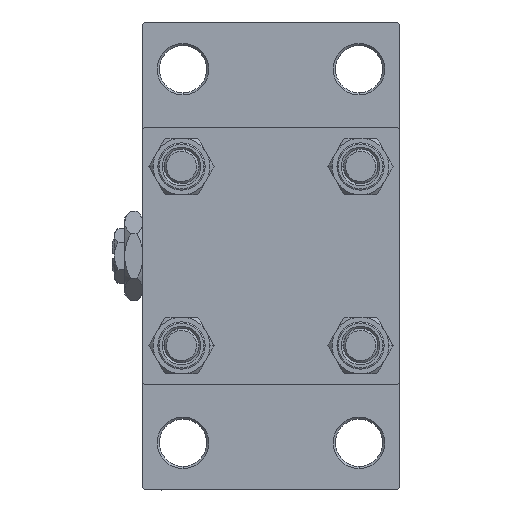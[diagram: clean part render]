
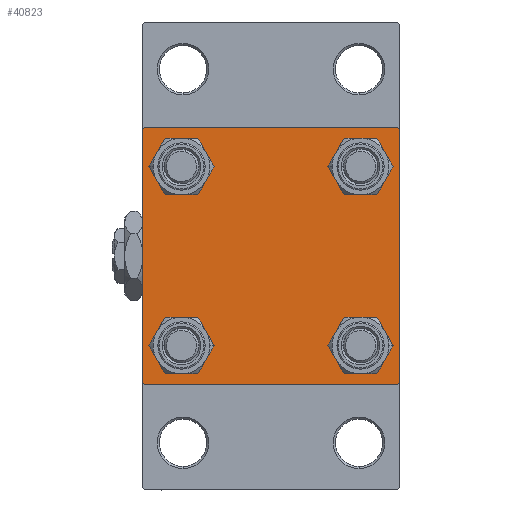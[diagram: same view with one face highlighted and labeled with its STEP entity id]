
A CAD part, left-side view. The second image highlights one B-rep face of the part: STEP entity #40823.
In plain terms, the highlighted planar face has unit normal (-1, 0, 0).
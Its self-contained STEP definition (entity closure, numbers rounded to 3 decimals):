
#38 = LINE ( 'NONE', #38176, #22754 ) ;
#95 = CARTESIAN_POINT ( 'NONE',  ( 0., 20.85, 16.35 ) ) ;
#586 = VERTEX_POINT ( 'NONE', #35667 ) ;
#794 = EDGE_LOOP ( 'NONE', ( #18195, #32297 ) ) ;
#916 = CARTESIAN_POINT ( 'NONE',  ( 0., 20.85, -20.85 ) ) ;
#982 = DIRECTION ( 'NONE',  ( 0., 0.707, 0.707 ) ) ;
#983 = DIRECTION ( 'NONE',  ( 0., 0., 1. ) ) ;
#1247 = EDGE_LOOP ( 'NONE', ( #33343, #32355 ) ) ;
#2074 = DIRECTION ( 'NONE',  ( 0., -1., 0. ) ) ;
#2689 = EDGE_CURVE ( 'NONE', #34876, #2929, #32845, .T. ) ;
#2693 = DIRECTION ( 'NONE',  ( 1., 0., 0. ) ) ;
#2718 = VERTEX_POINT ( 'NONE', #95 ) ;
#2909 = CIRCLE ( 'NONE', #21168, 4.5 ) ;
#2929 = VERTEX_POINT ( 'NONE', #45176 ) ;
#3298 = CARTESIAN_POINT ( 'NONE',  ( 0., 30., 30. ) ) ;
#3419 = CARTESIAN_POINT ( 'NONE',  ( 0., 29.5, 30. ) ) ;
#3437 = DIRECTION ( 'NONE',  ( 0., 0., 1. ) ) ;
#3862 = ORIENTED_EDGE ( 'NONE', *, *, #40062, .T. ) ;
#4301 = EDGE_LOOP ( 'NONE', ( #21384, #45098 ) ) ;
#4596 = CIRCLE ( 'NONE', #42047, 4.5 ) ;
#4721 = CARTESIAN_POINT ( 'NONE',  ( 0., -29.75, 29.75 ) ) ;
#4823 = CARTESIAN_POINT ( 'NONE',  ( 0., 20.85, -25.35 ) ) ;
#5393 = DIRECTION ( 'NONE',  ( 0., 0., 1. ) ) ;
#5546 = VERTEX_POINT ( 'NONE', #20340 ) ;
#5825 = VECTOR ( 'NONE', #18589, 1000. ) ;
#6238 = ORIENTED_EDGE ( 'NONE', *, *, #16694, .F. ) ;
#7228 = CARTESIAN_POINT ( 'NONE',  ( 0., -20.85, -16.35 ) ) ;
#7244 = DIRECTION ( 'NONE',  ( 0., 0., 1. ) ) ;
#7341 = DIRECTION ( 'NONE',  ( 0., 0., 1. ) ) ;
#7386 = LINE ( 'NONE', #7629, #5825 ) ;
#7584 = DIRECTION ( 'NONE',  ( 1., 0., 0. ) ) ;
#7629 = CARTESIAN_POINT ( 'NONE',  ( 0., 29.75, -29.75 ) ) ;
#7700 = DIRECTION ( 'NONE',  ( 1., 0., 0. ) ) ;
#7946 = VECTOR ( 'NONE', #982, 1000. ) ;
#8189 = DIRECTION ( 'NONE',  ( 0., 0., 1. ) ) ;
#8416 = AXIS2_PLACEMENT_3D ( 'NONE', #25486, #10539, #48669 ) ;
#8755 = DIRECTION ( 'NONE',  ( 0., 0., -1. ) ) ;
#8856 = CARTESIAN_POINT ( 'NONE',  ( 0., 30., -29.5 ) ) ;
#9201 = VECTOR ( 'NONE', #22234, 1000. ) ;
#9650 = ORIENTED_EDGE ( 'NONE', *, *, #20527, .T. ) ;
#9810 = CARTESIAN_POINT ( 'NONE',  ( 0., 20.85, -20.85 ) ) ;
#10127 = CIRCLE ( 'NONE', #24452, 4.5 ) ;
#10510 = CARTESIAN_POINT ( 'NONE',  ( 0., -20.85, 20.85 ) ) ;
#10539 = DIRECTION ( 'NONE',  ( 1., 0., 0. ) ) ;
#10586 = CARTESIAN_POINT ( 'NONE',  ( 0., 29.75, 29.75 ) ) ;
#10794 = DIRECTION ( 'NONE',  ( 0., -0.707, 0.707 ) ) ;
#11151 = VERTEX_POINT ( 'NONE', #30647 ) ;
#11330 = CIRCLE ( 'NONE', #42420, 4.5 ) ;
#11592 = CARTESIAN_POINT ( 'NONE',  ( 0., 20.85, 25.35 ) ) ;
#12360 = ORIENTED_EDGE ( 'NONE', *, *, #30892, .T. ) ;
#12417 = ORIENTED_EDGE ( 'NONE', *, *, #32049, .T. ) ;
#12699 = FACE_BOUND ( 'NONE', #4301, .T. ) ;
#13484 = CIRCLE ( 'NONE', #22255, 4.5 ) ;
#13574 = CARTESIAN_POINT ( 'NONE',  ( 0., -20.85, 16.35 ) ) ;
#14063 = EDGE_CURVE ( 'NONE', #5546, #26051, #44940, .T. ) ;
#14518 = LINE ( 'NONE', #29740, #39477 ) ;
#14743 = CARTESIAN_POINT ( 'NONE',  ( 0., -30., -29.5 ) ) ;
#15944 = FACE_OUTER_BOUND ( 'NONE', #48886, .T. ) ;
#16694 = EDGE_CURVE ( 'NONE', #46460, #11151, #38, .T. ) ;
#17628 = CARTESIAN_POINT ( 'NONE',  ( 0., -20.85, -25.35 ) ) ;
#18195 = ORIENTED_EDGE ( 'NONE', *, *, #22698, .T. ) ;
#18589 = DIRECTION ( 'NONE',  ( 0., -0.707, -0.707 ) ) ;
#19008 = CARTESIAN_POINT ( 'NONE',  ( 0., 29.5, -30. ) ) ;
#19193 = EDGE_CURVE ( 'NONE', #25433, #33908, #14518, .T. ) ;
#19396 = CARTESIAN_POINT ( 'NONE',  ( 0., 20.85, 20.85 ) ) ;
#19476 = CARTESIAN_POINT ( 'NONE',  ( 0., -30., 30. ) ) ;
#19505 = VERTEX_POINT ( 'NONE', #7228 ) ;
#19960 = LINE ( 'NONE', #19476, #34744 ) ;
#20340 = CARTESIAN_POINT ( 'NONE',  ( 0., 30., 29.5 ) ) ;
#20527 = EDGE_CURVE ( 'NONE', #19505, #26829, #2909, .T. ) ;
#20756 = ORIENTED_EDGE ( 'NONE', *, *, #44987, .F. ) ;
#21168 = AXIS2_PLACEMENT_3D ( 'NONE', #49055, #2693, #3437 ) ;
#21384 = ORIENTED_EDGE ( 'NONE', *, *, #40577, .T. ) ;
#22199 = LINE ( 'NONE', #28261, #42457 ) ;
#22234 = DIRECTION ( 'NONE',  ( 0., 0., -1. ) ) ;
#22255 = AXIS2_PLACEMENT_3D ( 'NONE', #916, #43519, #5393 ) ;
#22698 = EDGE_CURVE ( 'NONE', #48167, #2718, #10127, .T. ) ;
#22754 = VECTOR ( 'NONE', #45656, 1000. ) ;
#23424 = FACE_BOUND ( 'NONE', #1247, .T. ) ;
#24122 = AXIS2_PLACEMENT_3D ( 'NONE', #39604, #46606, #983 ) ;
#24452 = AXIS2_PLACEMENT_3D ( 'NONE', #19396, #7700, #8189 ) ;
#24532 = EDGE_CURVE ( 'NONE', #2929, #34876, #4596, .T. ) ;
#25282 = LINE ( 'NONE', #10586, #29415 ) ;
#25433 = VERTEX_POINT ( 'NONE', #40226 ) ;
#25486 = CARTESIAN_POINT ( 'NONE',  ( 0., -20.85, -20.85 ) ) ;
#25738 = CIRCLE ( 'NONE', #37699, 4.5 ) ;
#25793 = CARTESIAN_POINT ( 'NONE',  ( 0., -20.85, 20.85 ) ) ;
#26051 = VERTEX_POINT ( 'NONE', #8856 ) ;
#26829 = VERTEX_POINT ( 'NONE', #17628 ) ;
#27056 = EDGE_CURVE ( 'NONE', #44667, #33169, #13484, .T. ) ;
#28064 = ORIENTED_EDGE ( 'NONE', *, *, #40576, .T. ) ;
#28261 = CARTESIAN_POINT ( 'NONE',  ( 0., 30., -30. ) ) ;
#28376 = VERTEX_POINT ( 'NONE', #19008 ) ;
#28946 = CARTESIAN_POINT ( 'NONE',  ( 0., 20.85, 20.85 ) ) ;
#29128 = CIRCLE ( 'NONE', #8416, 4.5 ) ;
#29217 = EDGE_LOOP ( 'NONE', ( #9650, #43510 ) ) ;
#29415 = VECTOR ( 'NONE', #44228, 1000. ) ;
#29703 = DIRECTION ( 'NONE',  ( 0., 0., 1. ) ) ;
#29740 = CARTESIAN_POINT ( 'NONE',  ( 0., -29.75, -29.75 ) ) ;
#30647 = CARTESIAN_POINT ( 'NONE',  ( 0., -29.5, 30. ) ) ;
#30892 = EDGE_CURVE ( 'NONE', #46460, #5546, #25282, .T. ) ;
#31403 = FACE_BOUND ( 'NONE', #794, .T. ) ;
#32049 = EDGE_CURVE ( 'NONE', #586, #11151, #38878, .T. ) ;
#32297 = ORIENTED_EDGE ( 'NONE', *, *, #38676, .T. ) ;
#32355 = ORIENTED_EDGE ( 'NONE', *, *, #2689, .T. ) ;
#32845 = CIRCLE ( 'NONE', #45590, 4.5 ) ;
#33169 = VERTEX_POINT ( 'NONE', #45162 ) ;
#33343 = ORIENTED_EDGE ( 'NONE', *, *, #24532, .T. ) ;
#33439 = DIRECTION ( 'NONE',  ( 1., 0., 0. ) ) ;
#33908 = VERTEX_POINT ( 'NONE', #14743 ) ;
#34744 = VECTOR ( 'NONE', #8755, 1000. ) ;
#34876 = VERTEX_POINT ( 'NONE', #13574 ) ;
#35134 = FACE_BOUND ( 'NONE', #29217, .T. ) ;
#35667 = CARTESIAN_POINT ( 'NONE',  ( 0., -30., 29.5 ) ) ;
#37699 = AXIS2_PLACEMENT_3D ( 'NONE', #9810, #47446, #43964 ) ;
#38055 = ORIENTED_EDGE ( 'NONE', *, *, #14063, .T. ) ;
#38176 = CARTESIAN_POINT ( 'NONE',  ( 0., 30., 30. ) ) ;
#38676 = EDGE_CURVE ( 'NONE', #2718, #48167, #11330, .T. ) ;
#38878 = LINE ( 'NONE', #4721, #7946 ) ;
#38879 = PLANE ( 'NONE',  #24122 ) ;
#39477 = VECTOR ( 'NONE', #10794, 1000. ) ;
#39604 = CARTESIAN_POINT ( 'NONE',  ( 0., 0., 0. ) ) ;
#40062 = EDGE_CURVE ( 'NONE', #26051, #28376, #7386, .T. ) ;
#40226 = CARTESIAN_POINT ( 'NONE',  ( 0., -29.5, -30. ) ) ;
#40576 = EDGE_CURVE ( 'NONE', #28376, #25433, #22199, .T. ) ;
#40577 = EDGE_CURVE ( 'NONE', #33169, #44667, #25738, .T. ) ;
#40823 = ADVANCED_FACE ( 'NONE', ( #23424, #35134, #12699, #31403, #15944 ), #38879, .T. ) ;
#41399 = DIRECTION ( 'NONE',  ( 1., 0., 0. ) ) ;
#42047 = AXIS2_PLACEMENT_3D ( 'NONE', #10510, #33439, #29703 ) ;
#42420 = AXIS2_PLACEMENT_3D ( 'NONE', #28946, #41399, #7244 ) ;
#42457 = VECTOR ( 'NONE', #2074, 1000. ) ;
#43510 = ORIENTED_EDGE ( 'NONE', *, *, #43560, .T. ) ;
#43519 = DIRECTION ( 'NONE',  ( 1., 0., 0. ) ) ;
#43560 = EDGE_CURVE ( 'NONE', #26829, #19505, #29128, .T. ) ;
#43964 = DIRECTION ( 'NONE',  ( 0., 0., 1. ) ) ;
#44228 = DIRECTION ( 'NONE',  ( 0., 0.707, -0.707 ) ) ;
#44667 = VERTEX_POINT ( 'NONE', #4823 ) ;
#44940 = LINE ( 'NONE', #3298, #9201 ) ;
#44987 = EDGE_CURVE ( 'NONE', #586, #33908, #19960, .T. ) ;
#45098 = ORIENTED_EDGE ( 'NONE', *, *, #27056, .T. ) ;
#45162 = CARTESIAN_POINT ( 'NONE',  ( 0., 20.85, -16.35 ) ) ;
#45176 = CARTESIAN_POINT ( 'NONE',  ( 0., -20.85, 25.35 ) ) ;
#45590 = AXIS2_PLACEMENT_3D ( 'NONE', #25793, #7584, #7341 ) ;
#45656 = DIRECTION ( 'NONE',  ( 0., -1., 0. ) ) ;
#46460 = VERTEX_POINT ( 'NONE', #3419 ) ;
#46606 = DIRECTION ( 'NONE',  ( -1., 0., 0. ) ) ;
#47446 = DIRECTION ( 'NONE',  ( 1., 0., 0. ) ) ;
#47549 = ORIENTED_EDGE ( 'NONE', *, *, #19193, .T. ) ;
#48167 = VERTEX_POINT ( 'NONE', #11592 ) ;
#48669 = DIRECTION ( 'NONE',  ( 0., 0., 1. ) ) ;
#48886 = EDGE_LOOP ( 'NONE', ( #38055, #3862, #28064, #47549, #20756, #12417, #6238, #12360 ) ) ;
#49055 = CARTESIAN_POINT ( 'NONE',  ( 0., -20.85, -20.85 ) ) ;
